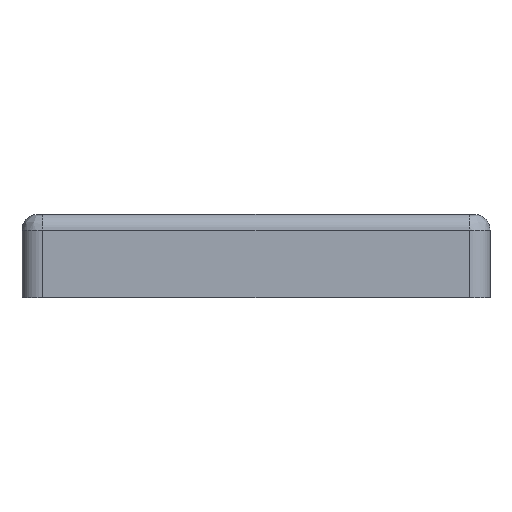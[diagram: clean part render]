
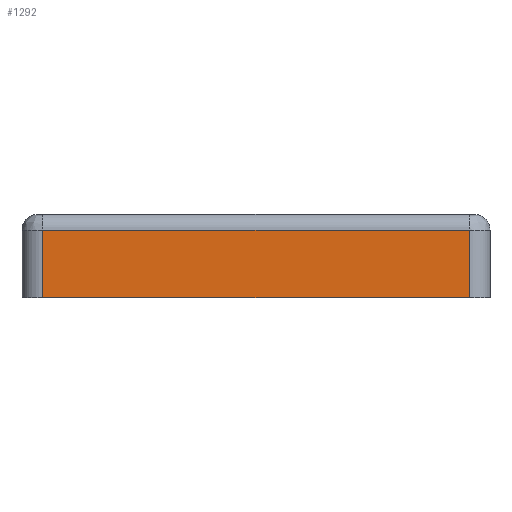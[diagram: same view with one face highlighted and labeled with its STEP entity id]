
A CAD part, front view. The second image highlights one B-rep face of the part: STEP entity #1292.
In plain terms, the highlighted planar face has unit normal (0, -1, 0).
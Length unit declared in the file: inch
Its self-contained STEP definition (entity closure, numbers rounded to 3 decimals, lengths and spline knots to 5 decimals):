
#615 = VECTOR ( 'NONE', #6329, 39.37008 ) ;
#1264 = AXIS2_PLACEMENT_3D ( 'NONE', #3343, #3339, #3327 ) ;
#1292 = ADVANCED_FACE ( 'NONE', ( #9143 ), #3728, .F. ) ;
#2829 = LINE ( 'NONE', #5485, #615 ) ;
#2917 = EDGE_CURVE ( 'NONE', #5322, #5702, #8175, .T. ) ;
#3141 = VERTEX_POINT ( 'NONE', #3695 ) ;
#3192 = CARTESIAN_POINT ( 'NONE',  ( 1.61417, -1.77165, 0. ) ) ;
#3327 = DIRECTION ( 'NONE',  ( 0., 0., 1. ) ) ;
#3339 = DIRECTION ( 'NONE',  ( 0., 1., 0. ) ) ;
#3343 = CARTESIAN_POINT ( 'NONE',  ( -1.77165, -1.77165, 0.62992 ) ) ;
#3413 = LINE ( 'NONE', #6675, #7709 ) ;
#3428 = CARTESIAN_POINT ( 'NONE',  ( -1.61417, -1.77165, 0.51181 ) ) ;
#3487 = EDGE_CURVE ( 'NONE', #5273, #3141, #9866, .T. ) ;
#3695 = CARTESIAN_POINT ( 'NONE',  ( 1.61417, -1.77165, 0.51181 ) ) ;
#3728 = PLANE ( 'NONE',  #1264 ) ;
#4028 = ORIENTED_EDGE ( 'NONE', *, *, #2917, .F. ) ;
#4190 = VECTOR ( 'NONE', #6340, 39.37008 ) ;
#4607 = EDGE_LOOP ( 'NONE', ( #9658, #6096, #4028, #10002 ) ) ;
#5273 = VERTEX_POINT ( 'NONE', #3428 ) ;
#5322 = VERTEX_POINT ( 'NONE', #3192 ) ;
#5485 = CARTESIAN_POINT ( 'NONE',  ( 1.61417, -1.77165, 0.62992 ) ) ;
#5668 = VECTOR ( 'NONE', #6189, 39.37008 ) ;
#5702 = VERTEX_POINT ( 'NONE', #8922 ) ;
#6096 = ORIENTED_EDGE ( 'NONE', *, *, #7669, .F. ) ;
#6189 = DIRECTION ( 'NONE',  ( 1., 0., 0. ) ) ;
#6221 = CARTESIAN_POINT ( 'NONE',  ( -1.77165, -1.77165, 0.51181 ) ) ;
#6329 = DIRECTION ( 'NONE',  ( 0., 0., -1. ) ) ;
#6340 = DIRECTION ( 'NONE',  ( -1., 0., 0. ) ) ;
#6675 = CARTESIAN_POINT ( 'NONE',  ( -1.61417, -1.77165, 0.62992 ) ) ;
#7012 = CARTESIAN_POINT ( 'NONE',  ( -1.77165, -1.77165, 0. ) ) ;
#7669 = EDGE_CURVE ( 'NONE', #5702, #5273, #3413, .T. ) ;
#7709 = VECTOR ( 'NONE', #9711, 39.37008 ) ;
#8175 = LINE ( 'NONE', #7012, #4190 ) ;
#8347 = EDGE_CURVE ( 'NONE', #3141, #5322, #2829, .T. ) ;
#8922 = CARTESIAN_POINT ( 'NONE',  ( -1.61417, -1.77165, 0. ) ) ;
#9143 = FACE_OUTER_BOUND ( 'NONE', #4607, .T. ) ;
#9658 = ORIENTED_EDGE ( 'NONE', *, *, #3487, .F. ) ;
#9711 = DIRECTION ( 'NONE',  ( 0., 0., 1. ) ) ;
#9866 = LINE ( 'NONE', #6221, #5668 ) ;
#10002 = ORIENTED_EDGE ( 'NONE', *, *, #8347, .F. ) ;
